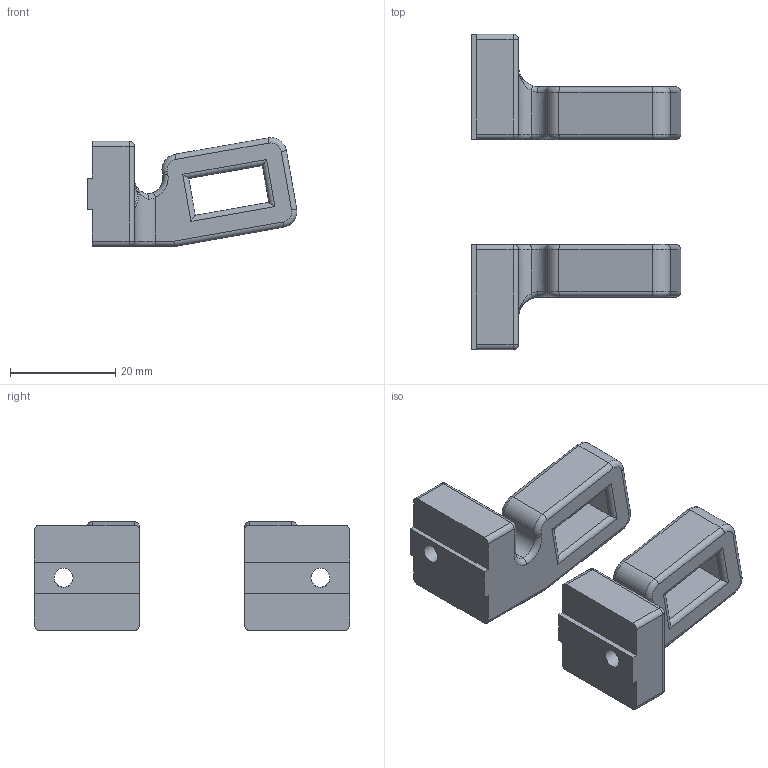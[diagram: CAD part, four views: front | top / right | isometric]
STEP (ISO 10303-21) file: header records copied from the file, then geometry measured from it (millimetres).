
FILE_DESCRIPTION(/* description */ (''),/* implementation_level */ '2;1');
FILE_NAME(/* name */ 'LED mount.step',/* time_stamp */ '2019-06-19T21:39:44-04:00',/* author */ (''),/* organization */ (''),/* preprocessor_version */ 'ST-DEVELOPER v18',/* originating_system */ 'Autodesk Translation Framework v8.2.0.1029',/* authorisation */ '');
FILE_SCHEMA (('AUTOMOTIVE_DESIGN { 1 0 10303 214 3 1 1 }'));
Length unit declared in the file: millimetre
Products named in the file (1): LED mount A
Bounding box: 39.92 x 60 x 20.69 mm (x, y, z)
Volume: 14004.2 mm3; surface area: 6595.1 mm2
Topology: 2 solids, 2 shells, 150 faces, 358 edges, 208 vertices
Faces by surface type: cylinder 68, plane 38, torus 20, bspline 18, sphere 6
Full cylindrical faces by diameter (mm): 3.6 x2
Entity records: 5622 total; most frequent: CARTESIAN_POINT 2217, ORIENTED_EDGE 708, DIRECTION 694, EDGE_CURVE 354, AXIS2_PLACEMENT_3D 263, VERTEX_POINT 208, LINE 168, VECTOR 168
